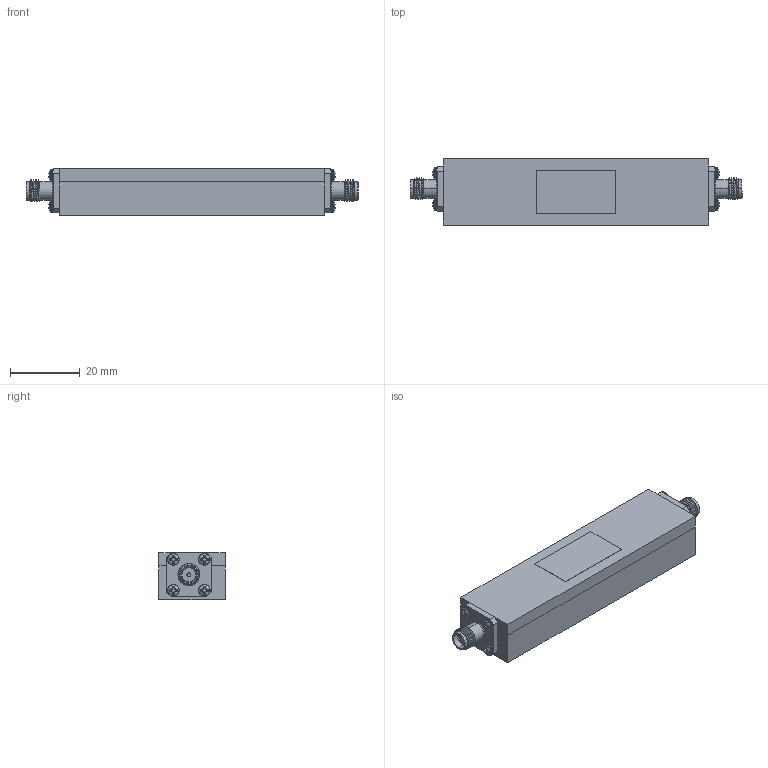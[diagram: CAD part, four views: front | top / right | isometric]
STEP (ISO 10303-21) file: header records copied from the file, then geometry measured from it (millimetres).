
FILE_DESCRIPTION (( 'STEP AP214' ), '1' );
FILE_NAME ('FMFL8739A_3D.STEP', '2022-12-01T21:51:00', ( '' ), ( '' ), 'SwSTEP 2.0', 'SolidWorks 2022', '' );
FILE_SCHEMA (( 'AUTOMOTIVE_DESIGN' ));
Length unit declared in the file: inch
Products named in the file (1): FMFL8739A_3D
Bounding box: 95.35 x 19.05 x 13.54 mm (x, y, z)
Volume: 20418.6 mm3; surface area: 6548 mm2
Topology: 1 solids, 11 shells, 684 faces, 1822 edges, 1196 vertices
Faces by surface type: cylinder 318, plane 220, cone 80, torus 36, bspline 22, sphere 8
Entity records: 33880 total; most frequent: CARTESIAN_POINT 17947, ORIENTED_EDGE 3620, DIRECTION 3110, EDGE_CURVE 1810, AXIS2_PLACEMENT_3D 1227, VERTEX_POINT 1196, EDGE_LOOP 732, ADVANCED_FACE 684
